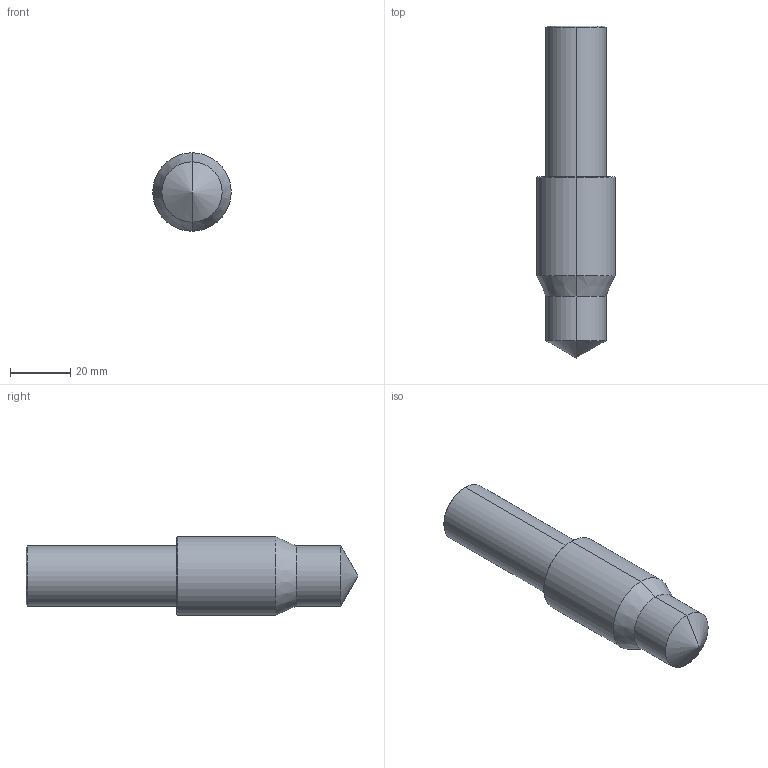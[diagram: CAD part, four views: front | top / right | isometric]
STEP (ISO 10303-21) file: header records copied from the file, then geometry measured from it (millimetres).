
FILE_DESCRIPTION (( 'STEP AP214' ), '1' );
FILE_NAME ('99688-SI20-20+S9MT2004-120.STEP', '2022-11-03T01:08:56', ( 'User' ), ( 'GENUINE' ), 'SwSTEP 2.0', 'SolidWorks 2012', '' );
FILE_SCHEMA (( 'AUTOMOTIVE_DESIGN' ));
Length unit declared in the file: millimetre
Products named in the file (1): 99688-SI20-20+S9MT2004-120
Bounding box: 26 x 110 x 26 mm (x, y, z)
Volume: 41119.2 mm3; surface area: 8166.4 mm2
Topology: 1 solids, 1 shells, 20 faces, 40 edges, 21 vertices
Faces by surface type: cone 10, cylinder 6, torus 2, plane 2
Entity records: 534 total; most frequent: DIRECTION 102, CARTESIAN_POINT 80, ORIENTED_EDGE 76, AXIS2_PLACEMENT_3D 43, EDGE_CURVE 38, CIRCLE 22, EDGE_LOOP 21, VERTEX_POINT 21
